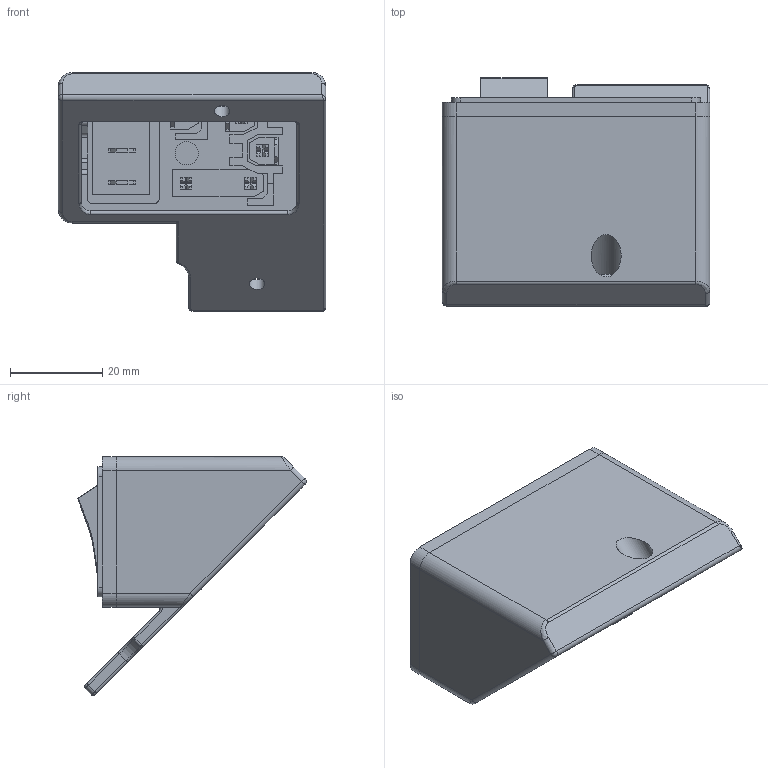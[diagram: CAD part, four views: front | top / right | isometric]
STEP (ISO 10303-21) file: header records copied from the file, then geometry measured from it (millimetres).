
FILE_DESCRIPTION(/* description */ (''),/* implementation_level */ '2;1');
FILE_NAME(/* name */ 'Daksh Bolt AC Power Inlet.step',/* time_stamp */ '2024-06-02T17:33:08+07:00',/* author */ (''),/* organization */ (''),/* preprocessor_version */ 'ST-DEVELOPER v20',/* originating_system */ 'Autodesk Translation Framework v13.14.0.145',/* authorisation */ '');
FILE_SCHEMA (('AUTOMOTIVE_DESIGN { 1 0 10303 214 3 1 1 }'));
Length unit declared in the file: millimetre
Products named in the file (2): AC Power Inlet; Ac Inlet Mount
Assembly tree (1 placements, depth 2):
  AC Power Inlet
    Ac Inlet Mount
Bounding box: 58.1 x 49.59 x 51.88 mm (x, y, z)
Volume: 41347.3 mm3; surface area: 25801.5 mm2
Topology: 12 solids, 12 shells, 495 faces, 1301 edges, 844 vertices
Faces by surface type: plane 374, cylinder 90, bspline 21, torus 5, sphere 5
Full cylindrical faces by diameter (mm): 3.4 x2, 5 x1, 6.5 x1
Entity records: 15972 total; most frequent: CARTESIAN_POINT 3561, ORIENTED_EDGE 2598, DIRECTION 2445, EDGE_CURVE 1299, LINE 1083, VECTOR 1083, VERTEX_POINT 844, AXIS2_PLACEMENT_3D 681
